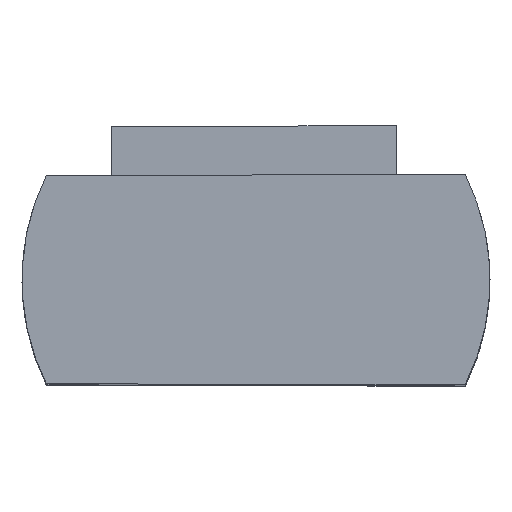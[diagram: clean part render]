
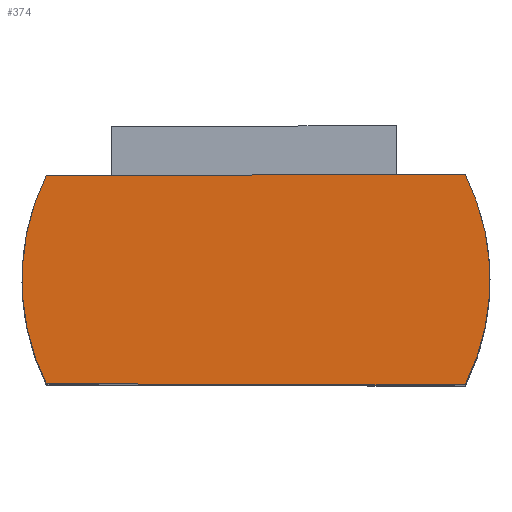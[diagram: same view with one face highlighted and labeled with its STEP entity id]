
A CAD part, top view. The second image highlights one B-rep face of the part: STEP entity #374.
In plain terms, the highlighted free-form (B-spline) face has degree [1, 1] with [2, 2] control points.
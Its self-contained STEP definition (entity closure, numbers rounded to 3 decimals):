
#24 = VERTEX_POINT('',#25);
#25 = CARTESIAN_POINT('',(120.864,120.145,
    445.555));
#30 = EDGE_CURVE('',#31,#24,#33,.T.);
#31 = VERTEX_POINT('',#32);
#32 = CARTESIAN_POINT('',(120.864,-0.675,
    445.555));
#33 = ( BOUNDED_CURVE() B_SPLINE_CURVE(2,(#34,#35,#36),.UNSPECIFIED.,.F.
,.F.) B_SPLINE_CURVE_WITH_KNOTS((3,3),(5.82,6.747),
.PIECEWISE_BEZIER_KNOTS.) CURVE() GEOMETRIC_REPRESENTATION_ITEM() 
RATIONAL_B_SPLINE_CURVE((1.,0.894,1.)) REPRESENTATION_ITEM('') 
  );
#34 = CARTESIAN_POINT('',(120.864,-0.675,
    445.555));
#35 = CARTESIAN_POINT('',(151.058,59.735,445.555
    ));
#36 = CARTESIAN_POINT('',(120.864,120.145,
    445.555));
#296 = EDGE_CURVE('',#24,#297,#299,.T.);
#297 = VERTEX_POINT('',#298);
#298 = CARTESIAN_POINT('',(-119.471,119.471,
    445.555));
#299 = B_SPLINE_CURVE_WITH_KNOTS('',1,(#300,#301),.UNSPECIFIED.,.F.,.F.,
  (2,2),(0.,170.992),.PIECEWISE_BEZIER_KNOTS.);
#300 = CARTESIAN_POINT('',(120.864,120.145,
    445.555));
#301 = CARTESIAN_POINT('',(-119.471,119.471,
    445.555));
#374 = ADVANCED_FACE('',(#375),#392,.F.);
#375 = FACE_BOUND('',#376,.T.);
#376 = EDGE_LOOP('',(#377,#378,#386,#391));
#377 = ORIENTED_EDGE('',*,*,#296,.T.);
#378 = ORIENTED_EDGE('',*,*,#379,.T.);
#379 = EDGE_CURVE('',#297,#380,#382,.T.);
#380 = VERTEX_POINT('',#381);
#381 = CARTESIAN_POINT('',(-119.471,0.,
    445.555));
#382 = ( BOUNDED_CURVE() B_SPLINE_CURVE(2,(#383,#384,#385),
.UNSPECIFIED.,.F.,.F.) B_SPLINE_CURVE_WITH_KNOTS((3,3),(2.681,
3.603),.PIECEWISE_BEZIER_KNOTS.) CURVE() 
GEOMETRIC_REPRESENTATION_ITEM() RATIONAL_B_SPLINE_CURVE((1.,
0.896,1.)) REPRESENTATION_ITEM('') );
#383 = CARTESIAN_POINT('',(-119.471,119.471,
    445.555));
#384 = CARTESIAN_POINT('',(-149.14,59.735,
    445.555));
#385 = CARTESIAN_POINT('',(-119.471,0.,
    445.555));
#386 = ORIENTED_EDGE('',*,*,#387,.T.);
#387 = EDGE_CURVE('',#380,#31,#388,.T.);
#388 = B_SPLINE_CURVE_WITH_KNOTS('',1,(#389,#390),.UNSPECIFIED.,.F.,.F.,
  (2,2),(0.,170.992),.PIECEWISE_BEZIER_KNOTS.);
#389 = CARTESIAN_POINT('',(-119.471,0.,
    445.555));
#390 = CARTESIAN_POINT('',(120.864,-0.675,
    445.555));
#391 = ORIENTED_EDGE('',*,*,#30,.T.);
#392 = B_SPLINE_SURFACE_WITH_KNOTS('',1,1,(
    (#393,#394)
    ,(#395,#396
    )),.UNSPECIFIED.,.F.,.F.,.F.,(2,2),(2,2),(-10.143,
    180.965),(-85.96,0.),
  .PIECEWISE_BEZIER_KNOTS.);
#393 = CARTESIAN_POINT('',(135.12,-0.675,
    445.555));
#394 = CARTESIAN_POINT('',(135.12,120.145,
    445.555));
#395 = CARTESIAN_POINT('',(-133.488,-0.675,
    445.555));
#396 = CARTESIAN_POINT('',(-133.488,120.145,
    445.555));
